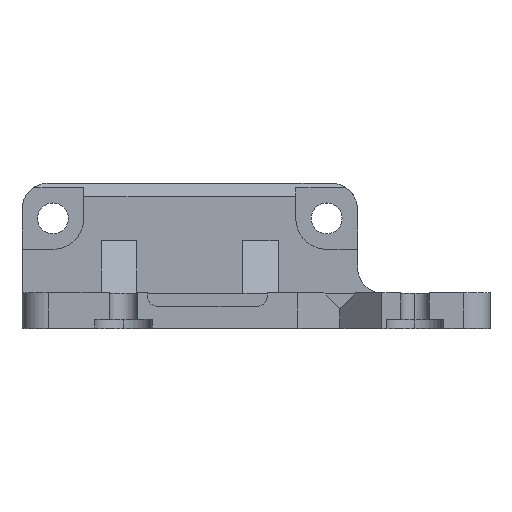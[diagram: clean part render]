
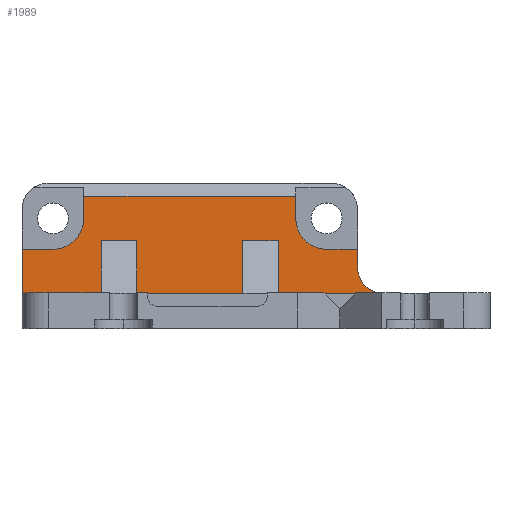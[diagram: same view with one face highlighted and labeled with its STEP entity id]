
A CAD part, top view. The second image highlights one B-rep face of the part: STEP entity #1989.
In plain terms, the highlighted planar face has unit normal (0, 0, 1).
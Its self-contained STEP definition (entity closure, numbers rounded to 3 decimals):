
#19 = LINE ( 'NONE', #2127, #65 ) ;
#37 = VECTOR ( 'NONE', #431, 1000. ) ;
#53 = CARTESIAN_POINT ( 'NONE',  ( 15.5, 5., 0. ) ) ;
#60 = DIRECTION ( 'NONE',  ( 1., 0., 0. ) ) ;
#61 = LINE ( 'NONE', #436, #889 ) ;
#65 = VECTOR ( 'NONE', #370, 1000. ) ;
#92 = VERTEX_POINT ( 'NONE', #1323 ) ;
#140 = CARTESIAN_POINT ( 'NONE',  ( 22., 3., 0. ) ) ;
#156 = EDGE_LOOP ( 'NONE', ( #1038, #1652, #2075, #911, #591, #745, #890, #227, #1948, #1931, #198, #1219, #1422, #1663, #620, #1566, #1522, #1678, #615 ) ) ;
#158 = VECTOR ( 'NONE', #1061, 1000. ) ;
#189 = CARTESIAN_POINT ( 'NONE',  ( -12., 20.036, 0. ) ) ;
#198 = ORIENTED_EDGE ( 'NONE', *, *, #1466, .F. ) ;
#207 = CARTESIAN_POINT ( 'NONE',  ( -12., 5., 0. ) ) ;
#208 = EDGE_CURVE ( 'NONE', #857, #882, #1509, .T. ) ;
#213 = FACE_OUTER_BOUND ( 'NONE', #156, .T. ) ;
#214 = DIRECTION ( 'NONE',  ( 0., 1., 0. ) ) ;
#227 = ORIENTED_EDGE ( 'NONE', *, *, #419, .T. ) ;
#245 = CARTESIAN_POINT ( 'NONE',  ( -12., 11., 0. ) ) ;
#249 = CARTESIAN_POINT ( 'NONE',  ( 10., 0., 0. ) ) ;
#305 = VECTOR ( 'NONE', #790, 1000. ) ;
#342 = DIRECTION ( 'NONE',  ( 0., -1., 0. ) ) ;
#343 = CARTESIAN_POINT ( 'NONE',  ( -15.5, 5., 0. ) ) ;
#344 = EDGE_CURVE ( 'NONE', #574, #1151, #760, .T. ) ;
#349 = LINE ( 'NONE', #553, #2149 ) ;
#370 = DIRECTION ( 'NONE',  ( -1., 0., 0. ) ) ;
#376 = VERTEX_POINT ( 'NONE', #343 ) ;
#377 = EDGE_CURVE ( 'NONE', #392, #954, #817, .T. ) ;
#390 = DIRECTION ( 'NONE',  ( 0., 0., -1. ) ) ;
#391 = DIRECTION ( 'NONE',  ( -1., 0., 0. ) ) ;
#392 = VERTEX_POINT ( 'NONE', #53 ) ;
#408 = EDGE_CURVE ( 'NONE', #376, #882, #1052, .T. ) ;
#419 = EDGE_CURVE ( 'NONE', #1467, #1173, #1479, .T. ) ;
#426 = VERTEX_POINT ( 'NONE', #1770 ) ;
#431 = DIRECTION ( 'NONE',  ( -1., 0., 0. ) ) ;
#436 = CARTESIAN_POINT ( 'NONE',  ( 12., 11., 0. ) ) ;
#442 = CARTESIAN_POINT ( 'NONE',  ( -6., 0., 0. ) ) ;
#459 = AXIS2_PLACEMENT_3D ( 'NONE', #1996, #390, #763 ) ;
#483 = CIRCLE ( 'NONE', #710, 3. ) ;
#490 = EDGE_CURVE ( 'NONE', #92, #1898, #19, .T. ) ;
#516 = EDGE_CURVE ( 'NONE', #752, #2148, #895, .T. ) ;
#519 = VECTOR ( 'NONE', #214, 1000. ) ;
#553 = CARTESIAN_POINT ( 'NONE',  ( 19., 0., 0. ) ) ;
#573 = CARTESIAN_POINT ( 'NONE',  ( 19., 0., 0. ) ) ;
#574 = VERTEX_POINT ( 'NONE', #245 ) ;
#585 = DIRECTION ( 'NONE',  ( 1., 0., 0. ) ) ;
#590 = EDGE_CURVE ( 'NONE', #972, #1998, #1608, .T. ) ;
#591 = ORIENTED_EDGE ( 'NONE', *, *, #590, .T. ) ;
#599 = VECTOR ( 'NONE', #1912, 1000. ) ;
#600 = CARTESIAN_POINT ( 'NONE',  ( 19., 0., 0. ) ) ;
#615 = ORIENTED_EDGE ( 'NONE', *, *, #490, .F. ) ;
#620 = ORIENTED_EDGE ( 'NONE', *, *, #408, .T. ) ;
#630 = VECTOR ( 'NONE', #1640, 1000. ) ;
#647 = DIRECTION ( 'NONE',  ( 0., 1., 0. ) ) ;
#657 = VECTOR ( 'NONE', #2058, 1000. ) ;
#670 = CARTESIAN_POINT ( 'NONE',  ( 10., 6., 0. ) ) ;
#672 = CARTESIAN_POINT ( 'NONE',  ( 19., 3., 0. ) ) ;
#703 = CARTESIAN_POINT ( 'NONE',  ( -10., 0., 0. ) ) ;
#710 = AXIS2_PLACEMENT_3D ( 'NONE', #140, #1462, #585 ) ;
#719 = DIRECTION ( 'NONE',  ( 0., -1., 0. ) ) ;
#722 = CARTESIAN_POINT ( 'NONE',  ( 19., 0., 0. ) ) ;
#745 = ORIENTED_EDGE ( 'NONE', *, *, #1990, .F. ) ;
#752 = VERTEX_POINT ( 'NONE', #1341 ) ;
#760 = LINE ( 'NONE', #189, #1232 ) ;
#763 = DIRECTION ( 'NONE',  ( 1., 0., 0. ) ) ;
#766 = CARTESIAN_POINT ( 'NONE',  ( -12., 8.5, 0. ) ) ;
#778 = LINE ( 'NONE', #1175, #305 ) ;
#790 = DIRECTION ( 'NONE',  ( 1., 0., 0. ) ) ;
#817 = CIRCLE ( 'NONE', #1985, 3.5 ) ;
#857 = VERTEX_POINT ( 'NONE', #1276 ) ;
#882 = VERTEX_POINT ( 'NONE', #1481 ) ;
#889 = VECTOR ( 'NONE', #719, 1000. ) ;
#890 = ORIENTED_EDGE ( 'NONE', *, *, #1666, .T. ) ;
#895 = LINE ( 'NONE', #1790, #1320 ) ;
#900 = CARTESIAN_POINT ( 'NONE',  ( -10., 0., 0. ) ) ;
#911 = ORIENTED_EDGE ( 'NONE', *, *, #1703, .F. ) ;
#932 = DIRECTION ( 'NONE',  ( 0., 0., 1. ) ) ;
#954 = VERTEX_POINT ( 'NONE', #2177 ) ;
#972 = VERTEX_POINT ( 'NONE', #670 ) ;
#1027 = VECTOR ( 'NONE', #647, 1000. ) ;
#1035 = CARTESIAN_POINT ( 'NONE',  ( 19., 11., 0. ) ) ;
#1038 = ORIENTED_EDGE ( 'NONE', *, *, #1748, .F. ) ;
#1052 = LINE ( 'NONE', #207, #158 ) ;
#1055 = DIRECTION ( 'NONE',  ( 0., 0., -1. ) ) ;
#1061 = DIRECTION ( 'NONE',  ( -1., 0., 0. ) ) ;
#1073 = LINE ( 'NONE', #900, #599 ) ;
#1096 = LINE ( 'NONE', #1035, #630 ) ;
#1134 = AXIS2_PLACEMENT_3D ( 'NONE', #1221, #932, #1290 ) ;
#1151 = VERTEX_POINT ( 'NONE', #766 ) ;
#1173 = VERTEX_POINT ( 'NONE', #1644 ) ;
#1175 = CARTESIAN_POINT ( 'NONE',  ( 12., 5., 0. ) ) ;
#1219 = ORIENTED_EDGE ( 'NONE', *, *, #1785, .T. ) ;
#1221 = CARTESIAN_POINT ( 'NONE',  ( 19., 0., 0. ) ) ;
#1232 = VECTOR ( 'NONE', #342, 1000. ) ;
#1239 = CARTESIAN_POINT ( 'NONE',  ( -6., 0., 0. ) ) ;
#1276 = CARTESIAN_POINT ( 'NONE',  ( -19., 0., 0. ) ) ;
#1290 = DIRECTION ( 'NONE',  ( 1., 0., 0. ) ) ;
#1320 = VECTOR ( 'NONE', #1971, 1000. ) ;
#1323 = CARTESIAN_POINT ( 'NONE',  ( -6., 6., 0. ) ) ;
#1341 = CARTESIAN_POINT ( 'NONE',  ( 6., 6., 0. ) ) ;
#1366 = CARTESIAN_POINT ( 'NONE',  ( -19., 0., 0. ) ) ;
#1419 = VERTEX_POINT ( 'NONE', #703 ) ;
#1422 = ORIENTED_EDGE ( 'NONE', *, *, #344, .T. ) ;
#1453 = CARTESIAN_POINT ( 'NONE',  ( 10., 0., 0. ) ) ;
#1462 = DIRECTION ( 'NONE',  ( 0., 0., -1. ) ) ;
#1463 = CARTESIAN_POINT ( 'NONE',  ( 6., 0., 0. ) ) ;
#1466 = EDGE_CURVE ( 'NONE', #426, #954, #61, .T. ) ;
#1467 = VERTEX_POINT ( 'NONE', #672 ) ;
#1479 = LINE ( 'NONE', #722, #519 ) ;
#1481 = CARTESIAN_POINT ( 'NONE',  ( -19., 5., 0. ) ) ;
#1484 = DIRECTION ( 'NONE',  ( 0., -1., 0. ) ) ;
#1509 = LINE ( 'NONE', #1366, #1027 ) ;
#1514 = EDGE_CURVE ( 'NONE', #392, #1173, #778, .T. ) ;
#1522 = ORIENTED_EDGE ( 'NONE', *, *, #1813, .F. ) ;
#1524 = LINE ( 'NONE', #600, #1577 ) ;
#1566 = ORIENTED_EDGE ( 'NONE', *, *, #208, .F. ) ;
#1577 = VECTOR ( 'NONE', #1791, 1000. ) ;
#1608 = LINE ( 'NONE', #249, #2057 ) ;
#1612 = EDGE_CURVE ( 'NONE', #1419, #1898, #1073, .T. ) ;
#1640 = DIRECTION ( 'NONE',  ( -1., 0., 0. ) ) ;
#1644 = CARTESIAN_POINT ( 'NONE',  ( 19., 5., 0. ) ) ;
#1650 = EDGE_CURVE ( 'NONE', #1151, #376, #1896, .T. ) ;
#1652 = ORIENTED_EDGE ( 'NONE', *, *, #1911, .F. ) ;
#1663 = ORIENTED_EDGE ( 'NONE', *, *, #1650, .T. ) ;
#1666 = EDGE_CURVE ( 'NONE', #1735, #1467, #483, .T. ) ;
#1678 = ORIENTED_EDGE ( 'NONE', *, *, #1612, .T. ) ;
#1703 = EDGE_CURVE ( 'NONE', #972, #752, #1833, .T. ) ;
#1734 = VECTOR ( 'NONE', #1919, 1000. ) ;
#1735 = VERTEX_POINT ( 'NONE', #1987 ) ;
#1748 = EDGE_CURVE ( 'NONE', #2081, #92, #2173, .T. ) ;
#1750 = CARTESIAN_POINT ( 'NONE',  ( -10., 6., 0. ) ) ;
#1770 = CARTESIAN_POINT ( 'NONE',  ( 12., 11., 0. ) ) ;
#1785 = EDGE_CURVE ( 'NONE', #426, #574, #1096, .T. ) ;
#1790 = CARTESIAN_POINT ( 'NONE',  ( 6., 0., 0. ) ) ;
#1791 = DIRECTION ( 'NONE',  ( -1., 0., 0. ) ) ;
#1813 = EDGE_CURVE ( 'NONE', #1419, #857, #1524, .T. ) ;
#1833 = LINE ( 'NONE', #1967, #37 ) ;
#1855 = PLANE ( 'NONE',  #1134 ) ;
#1896 = CIRCLE ( 'NONE', #459, 3.5 ) ;
#1898 = VERTEX_POINT ( 'NONE', #1750 ) ;
#1911 = EDGE_CURVE ( 'NONE', #2148, #2081, #349, .T. ) ;
#1912 = DIRECTION ( 'NONE',  ( 0., 1., 0. ) ) ;
#1919 = DIRECTION ( 'NONE',  ( 0., 1., 0. ) ) ;
#1931 = ORIENTED_EDGE ( 'NONE', *, *, #377, .T. ) ;
#1948 = ORIENTED_EDGE ( 'NONE', *, *, #1514, .F. ) ;
#1967 = CARTESIAN_POINT ( 'NONE',  ( 19., 6., 0. ) ) ;
#1971 = DIRECTION ( 'NONE',  ( 0., -1., 0. ) ) ;
#1985 = AXIS2_PLACEMENT_3D ( 'NONE', #2094, #1055, #60 ) ;
#1987 = CARTESIAN_POINT ( 'NONE',  ( 22., 0., 0. ) ) ;
#1989 = ADVANCED_FACE ( 'NONE', ( #213 ), #1855, .T. ) ;
#1990 = EDGE_CURVE ( 'NONE', #1735, #1998, #2000, .T. ) ;
#1996 = CARTESIAN_POINT ( 'NONE',  ( -15.5, 8.5, 0. ) ) ;
#1998 = VERTEX_POINT ( 'NONE', #1453 ) ;
#2000 = LINE ( 'NONE', #573, #657 ) ;
#2057 = VECTOR ( 'NONE', #1484, 1000. ) ;
#2058 = DIRECTION ( 'NONE',  ( -1., 0., 0. ) ) ;
#2075 = ORIENTED_EDGE ( 'NONE', *, *, #516, .F. ) ;
#2081 = VERTEX_POINT ( 'NONE', #1239 ) ;
#2094 = CARTESIAN_POINT ( 'NONE',  ( 15.5, 8.5, 0. ) ) ;
#2127 = CARTESIAN_POINT ( 'NONE',  ( 19., 6., 0. ) ) ;
#2148 = VERTEX_POINT ( 'NONE', #1463 ) ;
#2149 = VECTOR ( 'NONE', #391, 1000. ) ;
#2173 = LINE ( 'NONE', #442, #1734 ) ;
#2177 = CARTESIAN_POINT ( 'NONE',  ( 12., 8.5, 0. ) ) ;
